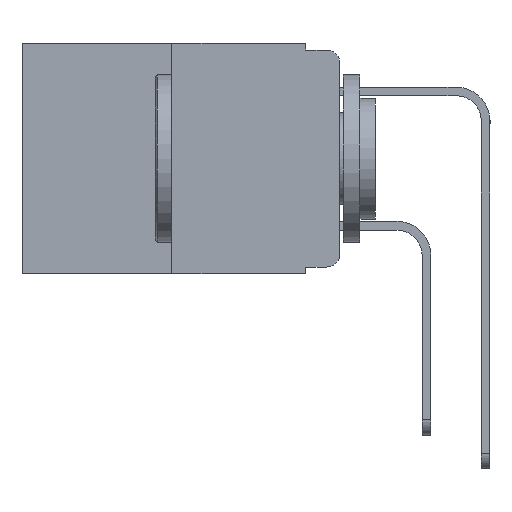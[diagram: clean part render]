
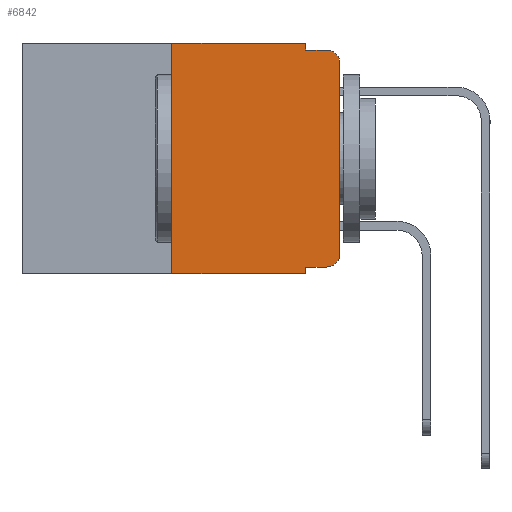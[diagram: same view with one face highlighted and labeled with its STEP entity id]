
A CAD part, left-side view. The second image highlights one B-rep face of the part: STEP entity #6842.
In plain terms, the highlighted planar face has unit normal (-1, 0, 0).
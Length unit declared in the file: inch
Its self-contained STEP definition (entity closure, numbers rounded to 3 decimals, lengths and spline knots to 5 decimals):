
#331 = DIRECTION ( 'NONE',  ( 0., 0., 1. ) ) ;
#342 = VECTOR ( 'NONE', #8877, 39.37008 ) ;
#427 = VERTEX_POINT ( 'NONE', #19298 ) ;
#428 = VERTEX_POINT ( 'NONE', #19389 ) ;
#1052 = EDGE_CURVE ( 'NONE', #21070, #20070, #19049, .T. ) ;
#1477 = ORIENTED_EDGE ( 'NONE', *, *, #13398, .F. ) ;
#1645 = AXIS2_PLACEMENT_3D ( 'NONE', #2904, #2353, #7896 ) ;
#2353 = DIRECTION ( 'NONE',  ( -1., 0., 0. ) ) ;
#2513 = CARTESIAN_POINT ( 'NONE',  ( 0., 0., -0.313 ) ) ;
#2681 = EDGE_LOOP ( 'NONE', ( #12325, #16324, #1477, #4146, #19890, #13227, #4055, #10946, #7039, #20596 ) ) ;
#2904 = CARTESIAN_POINT ( 'NONE',  ( 0., 0.02, -0.03 ) ) ;
#4055 = ORIENTED_EDGE ( 'NONE', *, *, #7643, .T. ) ;
#4146 = ORIENTED_EDGE ( 'NONE', *, *, #11352, .F. ) ;
#5735 = LINE ( 'NONE', #11093, #13510 ) ;
#5872 = CARTESIAN_POINT ( 'NONE',  ( 0., 0.02, -0.333 ) ) ;
#5873 = LINE ( 'NONE', #12298, #12667 ) ;
#5926 = CARTESIAN_POINT ( 'NONE',  ( 0., 0.051, -0.333 ) ) ;
#6417 = CARTESIAN_POINT ( 'NONE',  ( 0., 0.051, -0.01 ) ) ;
#6736 = CARTESIAN_POINT ( 'NONE',  ( 0., 0.473, 0. ) ) ;
#6842 = ADVANCED_FACE ( 'NONE', ( #15163 ), #17857, .F. ) ;
#7039 = ORIENTED_EDGE ( 'NONE', *, *, #8430, .T. ) ;
#7195 = CARTESIAN_POINT ( 'NONE',  ( 0., 0.02, -0.313 ) ) ;
#7250 = VECTOR ( 'NONE', #10726, 39.37008 ) ;
#7410 = CARTESIAN_POINT ( 'NONE',  ( 0., 0.051, -0.01 ) ) ;
#7472 = LINE ( 'NONE', #5926, #11992 ) ;
#7597 = DIRECTION ( 'NONE',  ( 0., -1., 0. ) ) ;
#7643 = EDGE_CURVE ( 'NONE', #14686, #427, #15380, .T. ) ;
#7681 = VERTEX_POINT ( 'NONE', #15424 ) ;
#7896 = DIRECTION ( 'NONE',  ( 0., 0., -1. ) ) ;
#8307 = DIRECTION ( 'NONE',  ( 0., -1., 0. ) ) ;
#8430 = EDGE_CURVE ( 'NONE', #428, #18678, #7472, .T. ) ;
#8474 = CIRCLE ( 'NONE', #19207, 0.02 ) ;
#8733 = DIRECTION ( 'NONE',  ( 0., 0., -1. ) ) ;
#8877 = DIRECTION ( 'NONE',  ( 0., -1., 0. ) ) ;
#8913 = VERTEX_POINT ( 'NONE', #18359 ) ;
#8962 = EDGE_CURVE ( 'NONE', #14686, #7681, #5873, .T. ) ;
#9504 = DIRECTION ( 'NONE',  ( 0., 0., -1. ) ) ;
#9771 = LINE ( 'NONE', #7410, #342 ) ;
#10270 = DIRECTION ( 'NONE',  ( 1., 0., 0. ) ) ;
#10726 = DIRECTION ( 'NONE',  ( 0., -1., 0. ) ) ;
#10872 = VECTOR ( 'NONE', #9504, 39.37008 ) ;
#10946 = ORIENTED_EDGE ( 'NONE', *, *, #17278, .F. ) ;
#11093 = CARTESIAN_POINT ( 'NONE',  ( 0., 0., 0. ) ) ;
#11352 = EDGE_CURVE ( 'NONE', #8913, #15637, #19057, .T. ) ;
#11376 = CARTESIAN_POINT ( 'NONE',  ( 0., 0.473, -0.343 ) ) ;
#11555 = CARTESIAN_POINT ( 'NONE',  ( 0., 0.25, -0.343 ) ) ;
#11992 = VECTOR ( 'NONE', #7597, 39.37008 ) ;
#12298 = CARTESIAN_POINT ( 'NONE',  ( 0., 0.25, 0. ) ) ;
#12325 = ORIENTED_EDGE ( 'NONE', *, *, #14822, .T. ) ;
#12511 = DIRECTION ( 'NONE',  ( 0., 0., -1. ) ) ;
#12637 = DIRECTION ( 'NONE',  ( 0., 0., 1. ) ) ;
#12667 = VECTOR ( 'NONE', #331, 39.37008 ) ;
#13227 = ORIENTED_EDGE ( 'NONE', *, *, #8962, .F. ) ;
#13335 = CARTESIAN_POINT ( 'NONE',  ( 0., 0., -0.03 ) ) ;
#13398 = EDGE_CURVE ( 'NONE', #15637, #20070, #9771, .T. ) ;
#13498 = LINE ( 'NONE', #20147, #17128 ) ;
#13510 = VECTOR ( 'NONE', #12637, 39.37008 ) ;
#14009 = CARTESIAN_POINT ( 'NONE',  ( 0., 0.051, 0. ) ) ;
#14686 = VERTEX_POINT ( 'NONE', #11555 ) ;
#14822 = EDGE_CURVE ( 'NONE', #20579, #21070, #5735, .T. ) ;
#14913 = LINE ( 'NONE', #6736, #19007 ) ;
#15163 = FACE_OUTER_BOUND ( 'NONE', #2681, .T. ) ;
#15380 = LINE ( 'NONE', #11376, #7250 ) ;
#15424 = CARTESIAN_POINT ( 'NONE',  ( 0., 0.25, 0. ) ) ;
#15637 = VERTEX_POINT ( 'NONE', #6417 ) ;
#16324 = ORIENTED_EDGE ( 'NONE', *, *, #1052, .T. ) ;
#16395 = CARTESIAN_POINT ( 'NONE',  ( 0., 0.473, 0. ) ) ;
#17128 = VECTOR ( 'NONE', #12511, 39.37008 ) ;
#17278 = EDGE_CURVE ( 'NONE', #428, #427, #13498, .T. ) ;
#17857 = PLANE ( 'NONE',  #19536 ) ;
#17913 = DIRECTION ( 'NONE',  ( -1., 0., 0. ) ) ;
#18283 = EDGE_CURVE ( 'NONE', #7681, #8913, #14913, .T. ) ;
#18359 = CARTESIAN_POINT ( 'NONE',  ( 0., 0.051, 0. ) ) ;
#18678 = VERTEX_POINT ( 'NONE', #5872 ) ;
#19007 = VECTOR ( 'NONE', #8307, 39.37008 ) ;
#19049 = CIRCLE ( 'NONE', #1645, 0.02 ) ;
#19057 = LINE ( 'NONE', #14009, #10872 ) ;
#19156 = CARTESIAN_POINT ( 'NONE',  ( 0., 0.02, -0.01 ) ) ;
#19207 = AXIS2_PLACEMENT_3D ( 'NONE', #7195, #17913, #8733 ) ;
#19298 = CARTESIAN_POINT ( 'NONE',  ( 0., 0.051, -0.343 ) ) ;
#19327 = EDGE_CURVE ( 'NONE', #18678, #20579, #8474, .T. ) ;
#19389 = CARTESIAN_POINT ( 'NONE',  ( 0., 0.051, -0.333 ) ) ;
#19536 = AXIS2_PLACEMENT_3D ( 'NONE', #16395, #10270, #20980 ) ;
#19890 = ORIENTED_EDGE ( 'NONE', *, *, #18283, .F. ) ;
#20070 = VERTEX_POINT ( 'NONE', #19156 ) ;
#20147 = CARTESIAN_POINT ( 'NONE',  ( 0., 0.051, 0. ) ) ;
#20579 = VERTEX_POINT ( 'NONE', #2513 ) ;
#20596 = ORIENTED_EDGE ( 'NONE', *, *, #19327, .T. ) ;
#20980 = DIRECTION ( 'NONE',  ( 0., 0., -1. ) ) ;
#21070 = VERTEX_POINT ( 'NONE', #13335 ) ;
